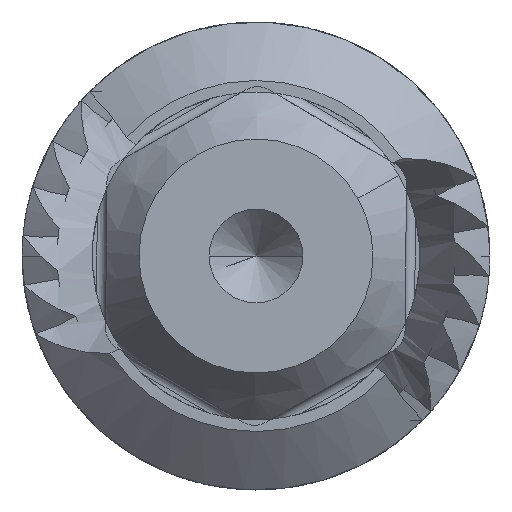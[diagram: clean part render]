
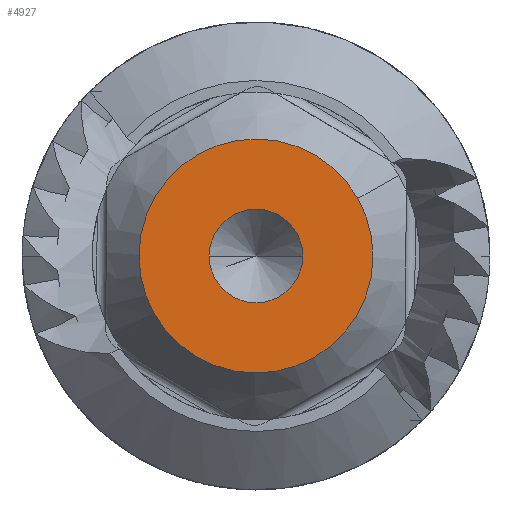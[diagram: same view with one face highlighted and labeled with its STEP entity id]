
A CAD part, front view. The second image highlights one B-rep face of the part: STEP entity #4927.
In plain terms, the highlighted planar face has unit normal (0, -1, 0).
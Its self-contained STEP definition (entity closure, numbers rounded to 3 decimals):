
#26 = DIRECTION ( 'NONE',  ( 0., -1., 0. ) ) ;
#87 = ORIENTED_EDGE ( 'NONE', *, *, #1815, .F. ) ;
#440 = CARTESIAN_POINT ( 'NONE',  ( 0., 0., 0. ) ) ;
#482 = CARTESIAN_POINT ( 'NONE',  ( 0., 0., 0. ) ) ;
#839 = DIRECTION ( 'NONE',  ( 1., 0., 0. ) ) ;
#987 = EDGE_CURVE ( 'NONE', #7744, #14189, #5780, .T. ) ;
#995 = AXIS2_PLACEMENT_3D ( 'NONE', #7621, #26, #839 ) ;
#1058 = DIRECTION ( 'NONE',  ( -1., 0., 0. ) ) ;
#1815 = EDGE_CURVE ( 'NONE', #14189, #7744, #4769, .T. ) ;
#1883 = AXIS2_PLACEMENT_3D ( 'NONE', #482, #3877, #10708 ) ;
#2592 = EDGE_CURVE ( 'NONE', #4404, #11950, #3161, .T. ) ;
#3161 = CIRCLE ( 'NONE', #6924, 2.5 ) ;
#3877 = DIRECTION ( 'NONE',  ( 0., -1., 0. ) ) ;
#4047 = CIRCLE ( 'NONE', #6398, 2.5 ) ;
#4077 = CARTESIAN_POINT ( 'NONE',  ( 2.177, 0., 1.229 ) ) ;
#4169 = DIRECTION ( 'NONE',  ( 1., 0., 0. ) ) ;
#4404 = VERTEX_POINT ( 'NONE', #9201 ) ;
#4769 = CIRCLE ( 'NONE', #995, 1. ) ;
#4927 = ADVANCED_FACE ( 'NONE', ( #6083, #7047 ), #12929, .T. ) ;
#4932 = DIRECTION ( 'NONE',  ( 0., -1., 0. ) ) ;
#5003 = ORIENTED_EDGE ( 'NONE', *, *, #2592, .T. ) ;
#5249 = CARTESIAN_POINT ( 'NONE',  ( -1., 0., 0. ) ) ;
#5780 = CIRCLE ( 'NONE', #9377, 1. ) ;
#6083 = FACE_BOUND ( 'NONE', #8365, .T. ) ;
#6398 = AXIS2_PLACEMENT_3D ( 'NONE', #7922, #12475, #1058 ) ;
#6924 = AXIS2_PLACEMENT_3D ( 'NONE', #440, #4932, #13920 ) ;
#7047 = FACE_OUTER_BOUND ( 'NONE', #7930, .T. ) ;
#7621 = CARTESIAN_POINT ( 'NONE',  ( 0., 0., 0. ) ) ;
#7744 = VERTEX_POINT ( 'NONE', #11401 ) ;
#7922 = CARTESIAN_POINT ( 'NONE',  ( 0., 0., 0. ) ) ;
#7930 = EDGE_LOOP ( 'NONE', ( #5003, #8630 ) ) ;
#8219 = ORIENTED_EDGE ( 'NONE', *, *, #987, .F. ) ;
#8311 = EDGE_CURVE ( 'NONE', #11950, #4404, #4047, .T. ) ;
#8365 = EDGE_LOOP ( 'NONE', ( #8219, #87 ) ) ;
#8630 = ORIENTED_EDGE ( 'NONE', *, *, #8311, .T. ) ;
#9201 = CARTESIAN_POINT ( 'NONE',  ( -2.177, 0., -1.229 ) ) ;
#9377 = AXIS2_PLACEMENT_3D ( 'NONE', #14187, #11823, #4169 ) ;
#10708 = DIRECTION ( 'NONE',  ( 0.871, 0., 0.492 ) ) ;
#11401 = CARTESIAN_POINT ( 'NONE',  ( 1., 0., 0. ) ) ;
#11823 = DIRECTION ( 'NONE',  ( 0., -1., 0. ) ) ;
#11950 = VERTEX_POINT ( 'NONE', #4077 ) ;
#12475 = DIRECTION ( 'NONE',  ( 0., -1., 0. ) ) ;
#12929 = PLANE ( 'NONE',  #1883 ) ;
#13920 = DIRECTION ( 'NONE',  ( -1., 0., 0. ) ) ;
#14187 = CARTESIAN_POINT ( 'NONE',  ( 0., 0., 0. ) ) ;
#14189 = VERTEX_POINT ( 'NONE', #5249 ) ;
